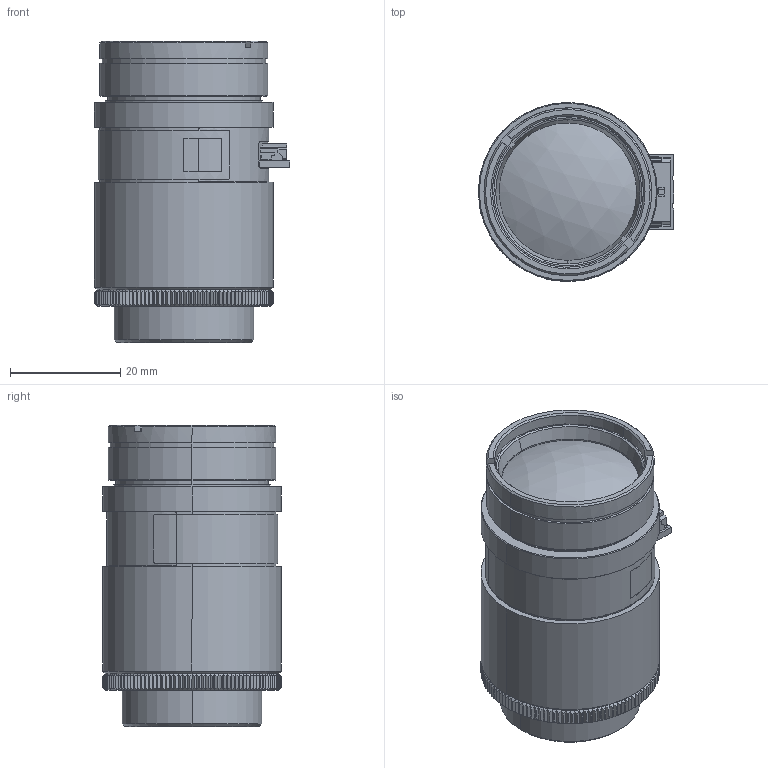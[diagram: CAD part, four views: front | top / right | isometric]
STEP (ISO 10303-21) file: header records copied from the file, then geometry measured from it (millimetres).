
FILE_DESCRIPTION (( 'STEP AP214' ), '1' );
FILE_NAME ('6GF35408EA050LL0_001_STEP.STEP', '2020-03-07T09:36:29', ( '' ), ( '' ), 'SwSTEP 2.0', 'SolidWorks 2019', '' );
FILE_SCHEMA (( 'AUTOMOTIVE_DESIGN' ));
Length unit declared in the file: millimetre
Products named in the file (1): 6GF35408EA050LL0_001_STEP
Bounding box: 35.45 x 32.5 x 54.77 mm (x, y, z)
Volume: 37508.9 mm3; surface area: 9194.1 mm2
Topology: 1 solids, 1 shells, 649 faces, 1866 edges, 1234 vertices
Faces by surface type: plane 426, cylinder 185, cone 37, sphere 1
Entity records: 28898 total; most frequent: CARTESIAN_POINT 5449, ORIENTED_EDGE 3732, DIRECTION 3079, EDGE_CURVE 1866, VERTEX_POINT 1234, AXIS2_PLACEMENT_3D 1108, VECTOR 863, LINE 863
